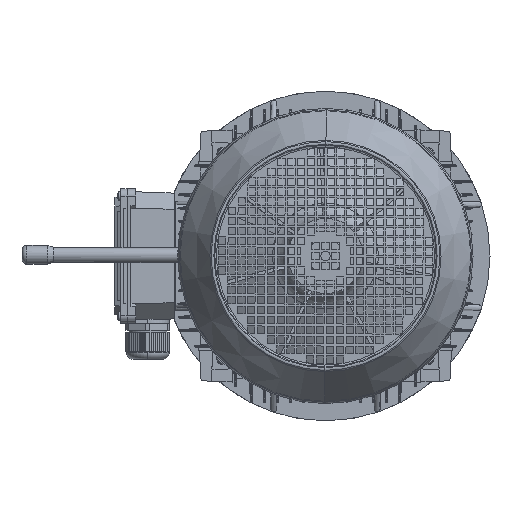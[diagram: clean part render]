
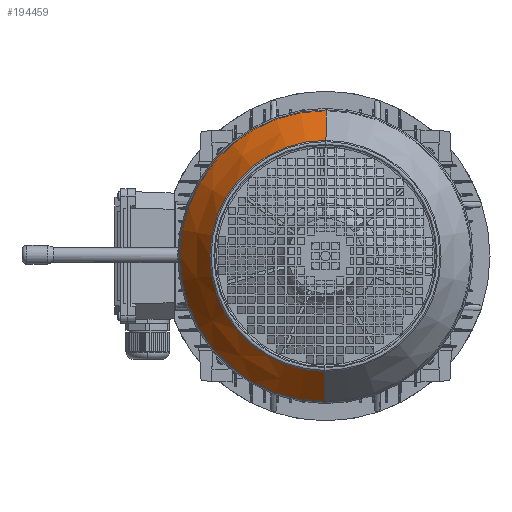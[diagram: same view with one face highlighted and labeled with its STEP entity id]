
A CAD part, left-side view. The second image highlights one B-rep face of the part: STEP entity #194459.
In plain terms, the highlighted conical face has half-angle 32.531 degrees and reference radius 155.431 mm.
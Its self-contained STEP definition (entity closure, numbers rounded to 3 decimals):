
#2166 = CARTESIAN_POINT ( 'NONE',  ( 172.46, 0., 0. ) ) ;
#15785 = DIRECTION ( 'NONE',  ( -1., 0., 0. ) ) ;
#22931 = EDGE_CURVE ( 'NONE', #107900, #130920, #139267, .T. ) ;
#26248 = CARTESIAN_POINT ( 'NONE',  ( 172.46, 0., -155.431 ) ) ;
#28195 = AXIS2_PLACEMENT_3D ( 'NONE', #2166, #199207, #178487 ) ;
#36424 = CARTESIAN_POINT ( 'NONE',  ( 223.382, 0., 0. ) ) ;
#44342 = EDGE_CURVE ( 'NONE', #185233, #65850, #111402, .T. ) ;
#49217 = VECTOR ( 'NONE', #93383, 1000. ) ;
#65850 = VERTEX_POINT ( 'NONE', #26248 ) ;
#74529 = ORIENTED_EDGE ( 'NONE', *, *, #186925, .F. ) ;
#80451 = CARTESIAN_POINT ( 'NONE',  ( 172.46, 0., 155.431 ) ) ;
#93383 = DIRECTION ( 'NONE',  ( -0.843, 0., -0.538 ) ) ;
#96551 = AXIS2_PLACEMENT_3D ( 'NONE', #36424, #15785, #196973 ) ;
#106239 = DIRECTION ( 'NONE',  ( -0.843, 0., 0.538 ) ) ;
#106390 = CARTESIAN_POINT ( 'NONE',  ( 223.382, 0., -122.951 ) ) ;
#107900 = VERTEX_POINT ( 'NONE', #155753 ) ;
#108683 = DIRECTION ( 'NONE',  ( 0., 0., 1. ) ) ;
#111402 = CIRCLE ( 'NONE', #28195, 155.431 ) ;
#114037 = CARTESIAN_POINT ( 'NONE',  ( 172.46, 0., -155.431 ) ) ;
#119094 = EDGE_CURVE ( 'NONE', #130920, #65850, #134740, .T. ) ;
#122935 = CONICAL_SURFACE ( 'NONE', #132817, 155.431, 0.568 ) ;
#126943 = CARTESIAN_POINT ( 'NONE',  ( 172.46, 0., 155.431 ) ) ;
#129382 = DIRECTION ( 'NONE',  ( -1., 0., 0. ) ) ;
#130920 = VERTEX_POINT ( 'NONE', #106390 ) ;
#132817 = AXIS2_PLACEMENT_3D ( 'NONE', #150001, #129382, #108683 ) ;
#134740 = LINE ( 'NONE', #114037, #49217 ) ;
#136895 = EDGE_LOOP ( 'NONE', ( #193694, #165892, #182608, #74529 ) ) ;
#139267 = CIRCLE ( 'NONE', #96551, 122.951 ) ;
#147556 = LINE ( 'NONE', #126943, #152948 ) ;
#150001 = CARTESIAN_POINT ( 'NONE',  ( 172.46, 0., 0. ) ) ;
#152948 = VECTOR ( 'NONE', #106239, 1000. ) ;
#155753 = CARTESIAN_POINT ( 'NONE',  ( 223.382, 0., 122.951 ) ) ;
#165892 = ORIENTED_EDGE ( 'NONE', *, *, #119094, .T. ) ;
#169249 = FACE_OUTER_BOUND ( 'NONE', #136895, .T. ) ;
#178487 = DIRECTION ( 'NONE',  ( 0., 0., 1. ) ) ;
#182608 = ORIENTED_EDGE ( 'NONE', *, *, #44342, .F. ) ;
#185233 = VERTEX_POINT ( 'NONE', #80451 ) ;
#186925 = EDGE_CURVE ( 'NONE', #107900, #185233, #147556, .T. ) ;
#193694 = ORIENTED_EDGE ( 'NONE', *, *, #22931, .T. ) ;
#194459 = ADVANCED_FACE ( 'NONE', ( #169249 ), #122935, .T. ) ;
#196973 = DIRECTION ( 'NONE',  ( 0., 0., 1. ) ) ;
#199207 = DIRECTION ( 'NONE',  ( -1., 0., 0. ) ) ;
